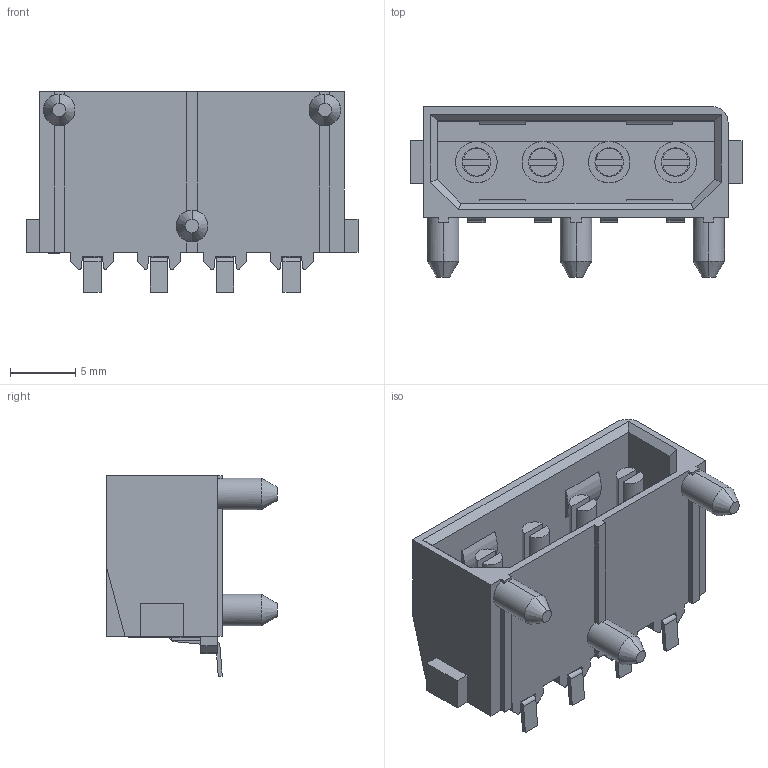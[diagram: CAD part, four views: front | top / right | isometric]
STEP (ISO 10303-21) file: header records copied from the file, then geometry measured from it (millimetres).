
FILE_DESCRIPTION((''),'2;1');
FILE_NAME('C-770149-1','2008-08-05T',('workeradm'),('Tyco Electronics Corporation'),'PRO/ENGINEER BY PARAMETRIC TECHNOLOGY CORPORATION, 2005450','PRO/ENGINEER BY PARAMETRIC TECHNOLOGY CORPORATION, 2005450','');
FILE_SCHEMA(('CONFIG_CONTROL_DESIGN', 'GEOMETRIC_VALIDATION_PROPERTIES_MIM'));
Length unit declared in the file: millimetre
Products named in the file (1): C-770149-1
Bounding box: 25.4 x 13.03 x 15.37 mm (x, y, z)
Volume: 1317.5 mm3; surface area: 2311.5 mm2
Topology: 1 solids, 1 shells, 411 faces, 1130 edges, 748 vertices
Faces by surface type: plane 343, cylinder 60, cone 6, extrusion 2
Entity records: 13057 total; most frequent: CARTESIAN_POINT 2328, ORIENTED_EDGE 2260, DIRECTION 2088, EDGE_CURVE 1130, VECTOR 986, LINE 984, VERTEX_POINT 748, AXIS2_PLACEMENT_3D 551
